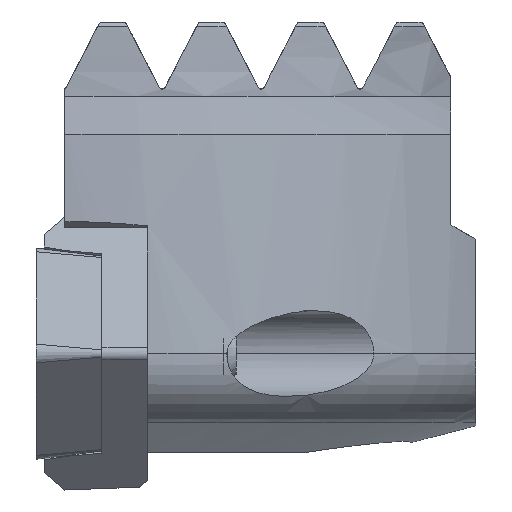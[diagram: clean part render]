
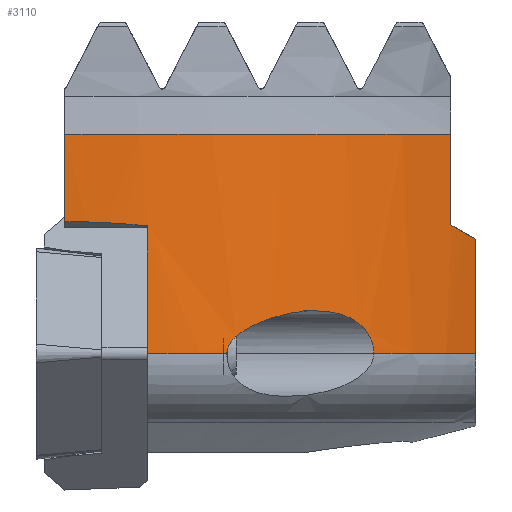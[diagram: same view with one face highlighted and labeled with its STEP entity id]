
A CAD part, left-side view. The second image highlights one B-rep face of the part: STEP entity #3110.
In plain terms, the highlighted cylindrical face has radius 29 mm (diameter 58 mm), a partial arc.
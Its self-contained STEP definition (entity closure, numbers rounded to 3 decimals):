
#2456=EDGE_CURVE('NONE',#6432,#3568,#7233,.F.);
#3110=ADVANCED_FACE('NONE',(#7959),#7960,.T.);
#3230=VERTEX_POINT('NONE',#8087);
#3288=EDGE_CURVE('NONE',#4632,#4032,#8148,.F.);
#3370=EDGE_CURVE('NONE',#5832,#6568,#8237,.F.);
#3568=VERTEX_POINT('NONE',#8458);
#3940=VERTEX_POINT('NONE',#8869);
#4016=VERTEX_POINT('NONE',#8950);
#4032=VERTEX_POINT('NONE',#8967);
#4106=EDGE_CURVE('NONE',#3568,#4032,#9048,.F.);
#4632=VERTEX_POINT('NONE',#9643);
#4960=EDGE_CURVE('NONE',#6568,#6432,#10002,.F.);
#5044=EDGE_CURVE('NONE',#5076,#3230,#10098,.F.);
#5076=VERTEX_POINT('NONE',#10132);
#5476=EDGE_CURVE('NONE',#3940,#5076,#10571,.F.);
#5550=EDGE_CURVE('NONE',#5832,#3940,#10654,.F.);
#5832=VERTEX_POINT('NONE',#10955);
#6228=EDGE_CURVE('NONE',#4016,#3230,#11389,.F.);
#6432=VERTEX_POINT('NONE',#11608);
#6568=VERTEX_POINT('NONE',#11754);
#6590=EDGE_CURVE('NONE',#4632,#4016,#11779,.F.);
#7233=LINE('',#12488,#12489);
#7959=FACE_OUTER_BOUND('',#15530,.T.);
#7960=CYLINDRICAL_SURFACE('',#15531,29.0);
#8087=CARTESIAN_POINT('',(-3.898,-5.1,0.));
#8148=LINE('',#15967,#15968);
#8237=LINE('',#16218,#16219);
#8458=CARTESIAN_POINT('',(7.657,-23.5,13.291));
#8869=CARTESIAN_POINT('',(2.6,-18.836,0.));
#8950=CARTESIAN_POINT('',(-3.898,-5.1,7.739));
#8967=CARTESIAN_POINT('',(-4.35,-0.1,13.291));
#9048=CIRCLE('',#19629,29.0);
#9643=CARTESIAN_POINT('',(-4.35,-0.1,8.));
#10002=ELLIPSE('',#23621,33.486,29.0);
#10098=CIRCLE('',#23803,29.0);
#10132=CARTESIAN_POINT('',(-2.6,-9.922,0.));
#10571=B_SPLINE_CURVE_WITH_KNOTS('',3,(#25831,#25832,#25833,#25834,#25835,#25836,#25837,#25838,#25839,#25840,#25841,#25842,#25843,#25844,#25845,#25846,#25847,#25848,#25849,#25850,#25851,#25852,#25853,#25854,#25855,#25856,#25857,#25858,#25859,#25860,#25861,#25862,#25863,#25864,#25865,#25866,#25867,#25868,#25869,#25870,#25871,#25872,#25873,#25874,#25875,#25876,#25877),.UNSPECIFIED.,.F.,.F.,(4,2,2,2,2,2,2,2,2,2,2,2,2,2,2,2,2,2,2,3,2,2,4),(-14.016,-13.345,-12.675,-12.319,-11.962,-11.605,-11.249,-10.579,-9.908,-8.785,-7.661,-6.538,-5.414,-4.534,-3.653,-1.893,-1.419,-0.946,-0.473,0.0,0.473,0.946,1.419),.UNSPECIFIED.);
#10654=CIRCLE('',#26235,29.0);
#10955=CARTESIAN_POINT('',(9.953,-25.0,0.));
#11389=LINE('',#28988,#28989);
#11608=CARTESIAN_POINT('',(7.657,-23.5,7.8));
#11754=CARTESIAN_POINT('',(9.953,-25.0,6.934));
#11779=ELLIPSE('',#30264,33.486,29.0);
#12488=CARTESIAN_POINT('',(7.657,-23.5,-7.156));
#12489=VECTOR('',#32567,1.0);
#15530=EDGE_LOOP('',(#33294,#33295,#33296,#33297,#33298,#33299,#33300,#33301,#33302,#33303));
#15531=AXIS2_PLACEMENT_3D('',#33304,#33305,#33306);
#15967=CARTESIAN_POINT('',(-4.35,-0.1,-7.156));
#15968=VECTOR('',#33444,1.0);
#16218=CARTESIAN_POINT('',(9.953,-25.0,-7.156));
#16219=VECTOR('',#33520,1.0);
#19629=AXIS2_PLACEMENT_3D('',#34301,#34302,#34303);
#23621=AXIS2_PLACEMENT_3D('',#35382,#35383,#35384);
#23803=AXIS2_PLACEMENT_3D('',#35550,#35551,#35552);
#25831=CARTESIAN_POINT('',(-2.096,-11.21,-1.539));
#25832=CARTESIAN_POINT('',(-2.172,-11.027,-1.435));
#25833=CARTESIAN_POINT('',(-2.252,-10.832,-1.309));
#25834=CARTESIAN_POINT('',(-2.396,-10.467,-1.023));
#25835=CARTESIAN_POINT('',(-2.46,-10.299,-0.861));
#25836=CARTESIAN_POINT('',(-2.534,-10.102,-0.591));
#25837=CARTESIAN_POINT('',(-2.558,-10.036,-0.48));
#25838=CARTESIAN_POINT('',(-2.591,-9.946,-0.245));
#25839=CARTESIAN_POINT('',(-2.6,-9.922,-0.119));
#25840=CARTESIAN_POINT('',(-2.6,-9.922,0.119));
#25841=CARTESIAN_POINT('',(-2.591,-9.946,0.245));
#25842=CARTESIAN_POINT('',(-2.558,-10.036,0.48));
#25843=CARTESIAN_POINT('',(-2.534,-10.102,0.591));
#25844=CARTESIAN_POINT('',(-2.46,-10.299,0.861));
#25845=CARTESIAN_POINT('',(-2.396,-10.467,1.023));
#25846=CARTESIAN_POINT('',(-2.252,-10.832,1.309));
#25847=CARTESIAN_POINT('',(-2.172,-11.027,1.435));
#25848=CARTESIAN_POINT('',(-1.968,-11.515,1.713));
#25849=CARTESIAN_POINT('',(-1.824,-11.844,1.865));
#25850=CARTESIAN_POINT('',(-1.509,-12.524,2.127));
#25851=CARTESIAN_POINT('',(-1.338,-12.876,2.238));
#25852=CARTESIAN_POINT('',(-0.977,-13.58,2.418));
#25853=CARTESIAN_POINT('',(-0.787,-13.933,2.486));
#25854=CARTESIAN_POINT('',(-0.397,-14.622,2.577));
#25855=CARTESIAN_POINT('',(-0.197,-14.958,2.6));
#25856=CARTESIAN_POINT('',(0.155,-15.526,2.6));
#25857=CARTESIAN_POINT('',(0.32,-15.785,2.586));
#25858=CARTESIAN_POINT('',(0.663,-16.301,2.52));
#25859=CARTESIAN_POINT('',(0.84,-16.558,2.468));
#25860=CARTESIAN_POINT('',(1.37,-17.304,2.243));
#25861=CARTESIAN_POINT('',(1.722,-17.763,2.001));
#25862=CARTESIAN_POINT('',(2.092,-18.225,1.549));
#25863=CARTESIAN_POINT('',(2.17,-18.321,1.44));
#25864=CARTESIAN_POINT('',(2.312,-18.494,1.197));
#25865=CARTESIAN_POINT('',(2.377,-18.572,1.064));
#25866=CARTESIAN_POINT('',(2.485,-18.701,0.779));
#25867=CARTESIAN_POINT('',(2.528,-18.751,0.628));
#25868=CARTESIAN_POINT('',(2.585,-18.819,0.317));
#25869=CARTESIAN_POINT('',(2.6,-18.836,0.158));
#25870=CARTESIAN_POINT('',(2.6,-18.836,0.));
#25871=CARTESIAN_POINT('',(2.6,-18.836,-0.158));
#25872=CARTESIAN_POINT('',(2.585,-18.819,-0.317));
#25873=CARTESIAN_POINT('',(2.528,-18.751,-0.628));
#25874=CARTESIAN_POINT('',(2.485,-18.701,-0.779));
#25875=CARTESIAN_POINT('',(2.377,-18.572,-1.064));
#25876=CARTESIAN_POINT('',(2.312,-18.494,-1.197));
#25877=CARTESIAN_POINT('',(2.241,-18.408,-1.318));
#26235=AXIS2_PLACEMENT_3D('',#36031,#36032,#36033);
#28988=CARTESIAN_POINT('',(-3.898,-5.1,-7.156));
#28989=VECTOR('',#36683,1.0);
#30264=AXIS2_PLACEMENT_3D('',#36999,#37000,#37001);
#32567=DIRECTION('',(0.,0.,-1.0));
#33294=ORIENTED_EDGE('',*,*,#4960,.T.);
#33295=ORIENTED_EDGE('',*,*,#2456,.T.);
#33296=ORIENTED_EDGE('',*,*,#4106,.T.);
#33297=ORIENTED_EDGE('',*,*,#3288,.F.);
#33298=ORIENTED_EDGE('',*,*,#6590,.T.);
#33299=ORIENTED_EDGE('',*,*,#6228,.T.);
#33300=ORIENTED_EDGE('',*,*,#5044,.F.);
#33301=ORIENTED_EDGE('',*,*,#5476,.F.);
#33302=ORIENTED_EDGE('',*,*,#5550,.F.);
#33303=ORIENTED_EDGE('',*,*,#3370,.T.);
#33304=CARTESIAN_POINT('',(24.65,0.,-7.156));
#33305=DIRECTION('',(0.,0.,-1.0));
#33306=DIRECTION('',(-1.0,0.,0.));
#33444=DIRECTION('',(0.,0.,-1.0));
#33520=DIRECTION('',(0.,0.,-1.0));
#34301=CARTESIAN_POINT('',(24.65,0.,13.291));
#34302=DIRECTION('',(0.,0.,1.0));
#34303=DIRECTION('',(-1.0,0.,0.));
#35382=CARTESIAN_POINT('',(24.65,0.,21.368));
#35383=DIRECTION('',(0.,-0.5,0.866));
#35384=DIRECTION('',(0.,-0.866,-0.5));
#35550=CARTESIAN_POINT('',(24.65,0.,0.));
#35551=DIRECTION('',(0.,0.,1.0));
#35552=DIRECTION('',(-1.0,0.,0.));
#36031=CARTESIAN_POINT('',(24.65,0.,0.));
#36032=DIRECTION('',(0.,0.,1.0));
#36033=DIRECTION('',(-1.0,0.,0.));
#36683=DIRECTION('',(0.,0.,1.0));
#36999=CARTESIAN_POINT('',(24.65,0.,-8.743));
#37000=DIRECTION('',(-0.5,0.,-0.866));
#37001=DIRECTION('',(-0.866,0.,0.5));
